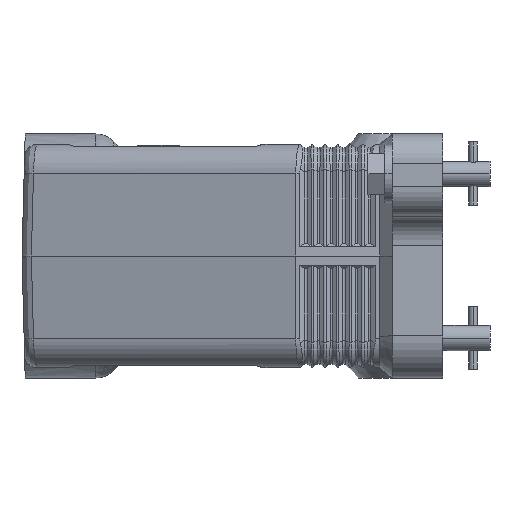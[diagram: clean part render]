
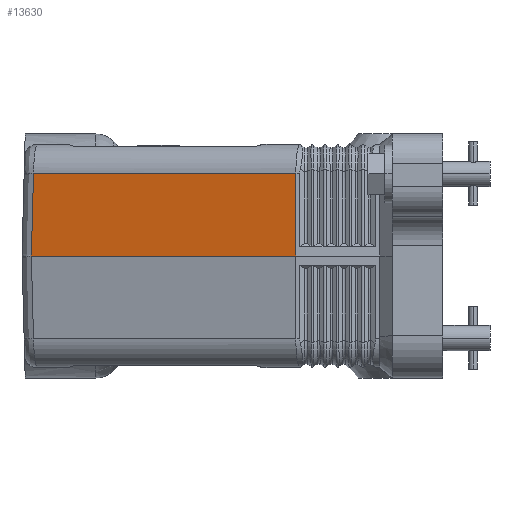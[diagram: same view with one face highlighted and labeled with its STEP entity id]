
A CAD part, left-side view. The second image highlights one B-rep face of the part: STEP entity #13630.
In plain terms, the highlighted planar face has unit normal (-0.966, 0.259, 0.026).
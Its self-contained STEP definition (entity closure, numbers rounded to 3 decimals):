
#13240=CARTESIAN_POINT('',(95.139,106.118,
-0.009));
#13250=DIRECTION('',(-0.966,0.259,
0.026));
#13260=DIRECTION('',(0.259,0.966,
0.));
#13270=AXIS2_PLACEMENT_3D('',#13240,#13250,#13260);
#13280=PLANE('',#13270);
#13290=CARTESIAN_POINT('',(75.066,31.205,0.));
#13300=DIRECTION('',(-0.026,0.003,
-1.));
#13310=VECTOR('',#13300,1.);
#13320=LINE('',#13290,#13310);
#13330=CARTESIAN_POINT('',(74.9,31.226,
-6.317));
#13340=VERTEX_POINT('',#13330);
#13350=CARTESIAN_POINT('',(74.385,31.294,-26.));
#13360=VERTEX_POINT('',#13350);
#13370=EDGE_CURVE('',#13340,#13360,#13320,.T.);
#13380=ORIENTED_EDGE('',*,*,#13370,.F.);
#13390=CARTESIAN_POINT('',(66.,0.,-26.));
#13400=DIRECTION('',(-0.259,-0.966,0.));
#13410=VECTOR('',#13400,1.);
#13420=LINE('',#13390,#13410);
#13430=CARTESIAN_POINT('',(91.206,94.071,
-26.));
#13440=VERTEX_POINT('',#13430);
#13450=EDGE_CURVE('',#13440,#13360,#13420,.T.);
#13460=ORIENTED_EDGE('',*,*,#13450,.T.);
#13470=CARTESIAN_POINT('',(91.602,93.556,
-6.317));
#13480=DIRECTION('',(-0.02,0.026,
-0.999));
#13490=VECTOR('',#13480,1.);
#13500=LINE('',#13470,#13490);
#13510=CARTESIAN_POINT('',(91.602,93.556,
-6.317));
#13520=VERTEX_POINT('',#13510);
#13530=EDGE_CURVE('',#13520,#13440,#13500,.T.);
#13540=ORIENTED_EDGE('',*,*,#13530,.T.);
#13550=CARTESIAN_POINT('',(67.019,1.811,
-6.317));
#13560=DIRECTION('',(0.259,0.966,0.));
#13570=VECTOR('',#13560,1.);
#13580=LINE('',#13550,#13570);
#13590=EDGE_CURVE('',#13340,#13520,#13580,.T.);
#13600=ORIENTED_EDGE('',*,*,#13590,.T.);
#13610=EDGE_LOOP('',(#13600,#13540,#13460,#13380));
#13620=FACE_OUTER_BOUND('',#13610,.T.);
#13630=ADVANCED_FACE('',(#13620),#13280,.T.);
